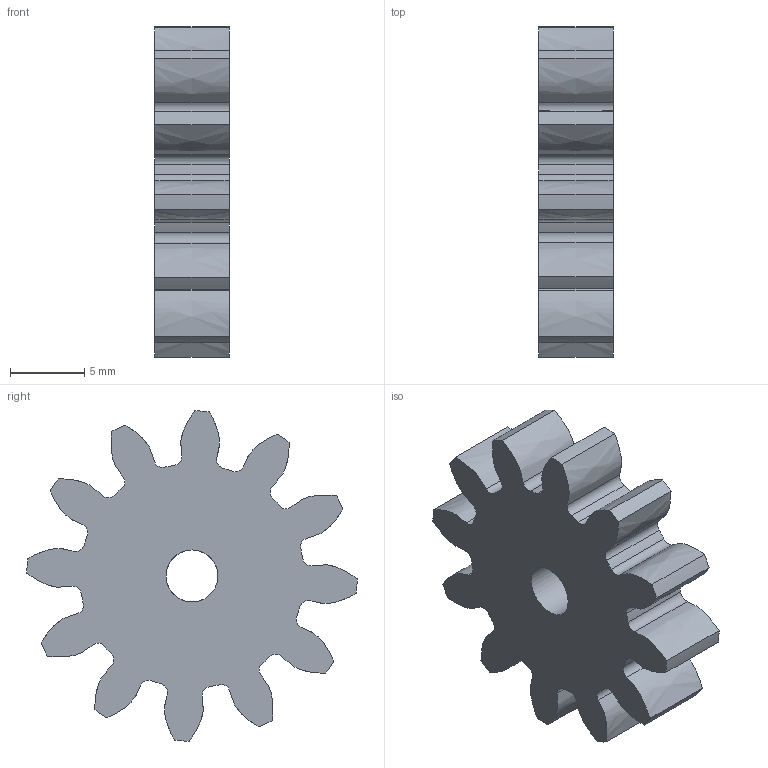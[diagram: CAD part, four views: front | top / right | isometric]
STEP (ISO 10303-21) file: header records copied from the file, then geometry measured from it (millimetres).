
FILE_DESCRIPTION(/* description */ ('STEP AP242','CAx-IF Rec.Pracs.---Representation and Presentation of Product Manufacturing Information (PMI)---4.0---2014-10-13','CAx-IF Rec.Pracs.---3D Tessellated Geometry---0.4---2014-09-14','2;1'),/* implementation_level */ '2;1');
FILE_NAME(/* name */ '629e4e4b37a97951737dd0ee',/* time_stamp */ '2022-06-06T18:58:19+00:00',/* author */ (''),/* organization */ (''),/* preprocessor_version */ 'ST-DEVELOPER v18.102',/* originating_system */ ' ',/* authorisation */ ' ');
FILE_SCHEMA (('AP242_MANAGED_MODEL_BASED_3D_ENGINEERING_MIM_LF { 1 0 10303 442 1 1 4 }'));
Length unit declared in the file: metre
Products named in the file (1): Top Gear
Bounding box: 5 x 22.23 x 22.23 mm (x, y, z)
Volume: 1324.3 mm3; surface area: 1181.1 mm2
Topology: 1 solids, 1 shells, 75 faces, 220 edges, 147 vertices
Faces by surface type: cylinder 49, bspline 24, plane 2
Full cylindrical faces by diameter (mm): 3.5 x1
Entity records: 3752 total; most frequent: CARTESIAN_POINT 1808, ORIENTED_EDGE 436, DIRECTION 372, EDGE_CURVE 218, AXIS2_PLACEMENT_3D 150, VERTEX_POINT 146, CIRCLE 98, EDGE_LOOP 78
